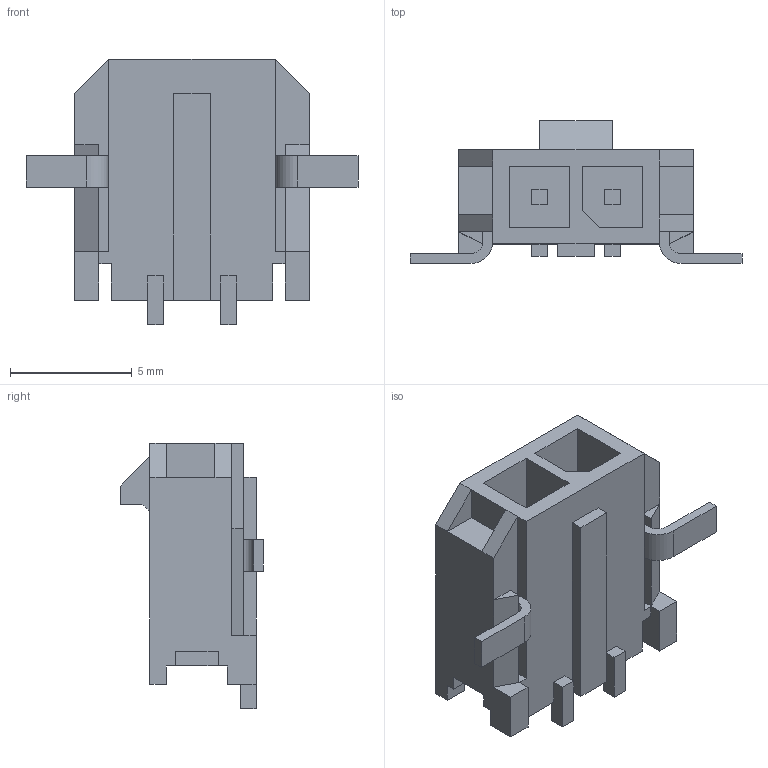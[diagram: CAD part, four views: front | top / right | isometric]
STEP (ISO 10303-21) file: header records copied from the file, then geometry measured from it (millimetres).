
FILE_DESCRIPTION((''),'2;1');
FILE_NAME('436500213','2010-12-16T',('gga'),(''),'PRO/ENGINEER BY PARAMETRIC TECHNOLOGY CORPORATION, 2003451','PRO/ENGINEER BY PARAMETRIC TECHNOLOGY CORPORATION, 2003451','');
FILE_SCHEMA(('CONFIG_CONTROL_DESIGN'));
Length unit declared in the file: millimetre
Products named in the file (1): 436500213
Bounding box: 13.65 x 5.87 x 10.9 mm (x, y, z)
Volume: 265.2 mm3; surface area: 578.8 mm2
Topology: 1 solids, 1 shells, 135 faces, 368 edges, 240 vertices
Faces by surface type: plane 130, cylinder 5
Entity records: 4202 total; most frequent: CARTESIAN_POINT 743, ORIENTED_EDGE 736, DIRECTION 648, EDGE_CURVE 368, VECTOR 358, LINE 358, VERTEX_POINT 240, AXIS2_PLACEMENT_3D 145
